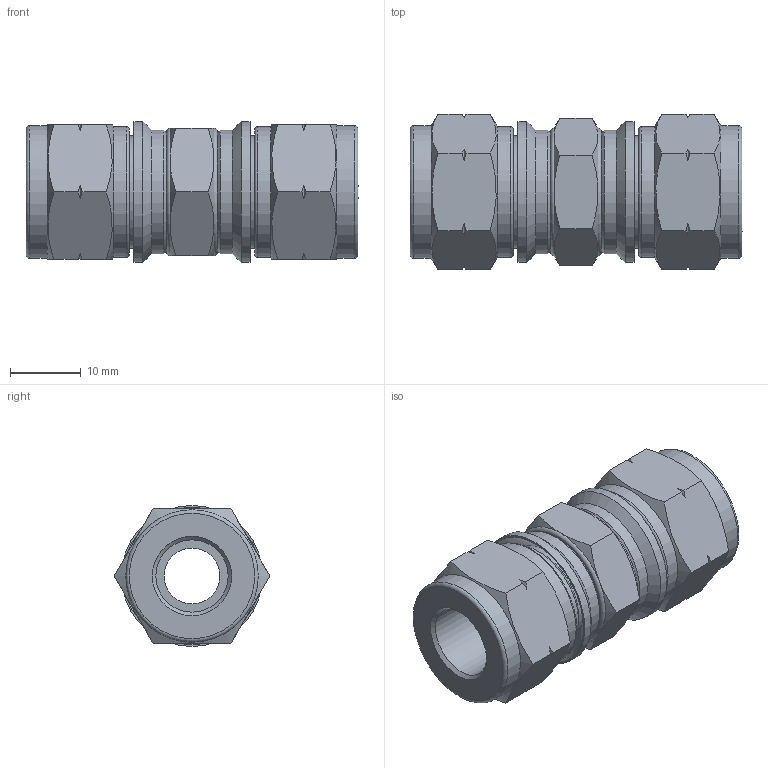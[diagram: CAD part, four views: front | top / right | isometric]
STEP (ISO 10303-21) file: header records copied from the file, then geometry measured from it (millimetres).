
FILE_DESCRIPTION(/* description */ (''),/* implementation_level */ '2;1');
FILE_NAME(/* name */ 'SUI-10M.stp',/* time_stamp */ '2022-07-08T14:03:10+09:00',/* author */ ('user'),/* organization */ (''),/* preprocessor_version */ 'ST-DEVELOPER v18.1',/* originating_system */ 'Autodesk Inventor 2022',/* authorisation */ '');
FILE_SCHEMA (('AUTOMOTIVE_DESIGN { 1 0 10303 214 3 1 1 }'));
Length unit declared in the file: millimetre
Products named in the file (1): SU-10M
Bounding box: 46.86 x 21.94 x 19.9 mm (x, y, z)
Volume: 9559.8 mm3; surface area: 6194 mm2
Topology: 1 solids, 1 shells, 105 faces, 241 edges, 148 vertices
Faces by surface type: cone 52, plane 30, cylinder 17, torus 6
Full cylindrical faces by diameter (mm): 7.9 x1, 10.2 x2, 14.2 x2, 14.6 x2, 15.87 x2, 17.4 x2, 18.4 x2, 18.7 x2, 19.9 x2
Entity records: 2882 total; most frequent: CARTESIAN_POINT 687, ORIENTED_EDGE 482, DIRECTION 439, EDGE_CURVE 241, AXIS2_PLACEMENT_3D 188, VERTEX_POINT 148, EDGE_LOOP 117, FACE_OUTER_BOUND 105
